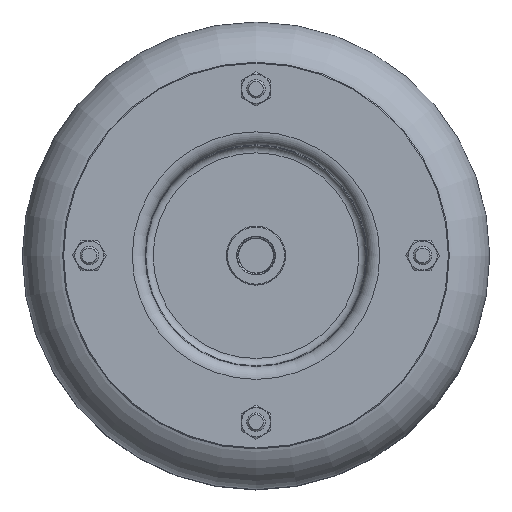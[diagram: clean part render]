
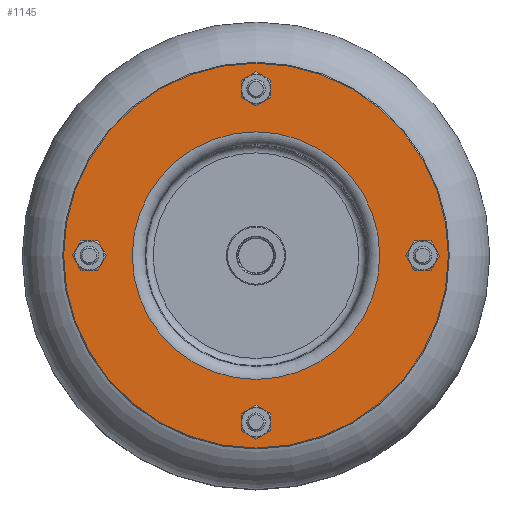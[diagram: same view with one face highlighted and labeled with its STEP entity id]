
A CAD part, top view. The second image highlights one B-rep face of the part: STEP entity #1145.
In plain terms, the highlighted planar face has unit normal (0, 0, 1).
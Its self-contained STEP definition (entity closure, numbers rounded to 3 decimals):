
#1145=ADVANCED_FACE('',(#1616,#1617,#1618,#1619,#1620,#1621),#1416,.T.);
#1416=PLANE('',#5037);
#1616=FACE_BOUND('',#2083,.T.);
#1617=FACE_BOUND('',#2084,.T.);
#1618=FACE_BOUND('',#2085,.T.);
#1619=FACE_BOUND('',#2086,.T.);
#1620=FACE_BOUND('',#2087,.T.);
#1621=FACE_BOUND('',#2088,.T.);
#2083=EDGE_LOOP('',(#2901));
#2084=EDGE_LOOP('',(#2902));
#2085=EDGE_LOOP('',(#2903));
#2086=EDGE_LOOP('',(#2904));
#2087=EDGE_LOOP('',(#2905));
#2088=EDGE_LOOP('',(#2906));
#2901=ORIENTED_EDGE('',*,*,#4168,.T.);
#2902=ORIENTED_EDGE('',*,*,#4169,.F.);
#2903=ORIENTED_EDGE('',*,*,#4170,.F.);
#2904=ORIENTED_EDGE('',*,*,#4171,.F.);
#2905=ORIENTED_EDGE('',*,*,#4172,.F.);
#2906=ORIENTED_EDGE('',*,*,#4173,.F.);
#3698=VERTEX_POINT('',#7616);
#3699=VERTEX_POINT('',#7618);
#3700=VERTEX_POINT('',#7620);
#3701=VERTEX_POINT('',#7622);
#3702=VERTEX_POINT('',#7624);
#3703=VERTEX_POINT('',#7626);
#4168=EDGE_CURVE('',#3698,#3698,#4595,.T.);
#4169=EDGE_CURVE('',#3699,#3699,#4596,.T.);
#4170=EDGE_CURVE('',#3700,#3700,#4597,.T.);
#4171=EDGE_CURVE('',#3701,#3701,#4598,.T.);
#4172=EDGE_CURVE('',#3702,#3702,#4599,.T.);
#4173=EDGE_CURVE('',#3703,#3703,#4600,.T.);
#4595=CIRCLE('',#5031,104.5);
#4596=CIRCLE('',#5032,5.75);
#4597=CIRCLE('',#5033,5.75);
#4598=CIRCLE('',#5034,5.75);
#4599=CIRCLE('',#5035,5.75);
#4600=CIRCLE('',#5036,67.22);
#5031=AXIS2_PLACEMENT_3D('',#7615,#5957,#5958);
#5032=AXIS2_PLACEMENT_3D('',#7617,#5959,#5960);
#5033=AXIS2_PLACEMENT_3D('',#7619,#5961,#5962);
#5034=AXIS2_PLACEMENT_3D('',#7621,#5963,#5964);
#5035=AXIS2_PLACEMENT_3D('',#7623,#5965,#5966);
#5036=AXIS2_PLACEMENT_3D('',#7625,#5967,#5968);
#5037=AXIS2_PLACEMENT_3D('',#7627,#5969,#5970);
#5957=DIRECTION('',(0.,0.,1.));
#5958=DIRECTION('',(1.,0.,0.));
#5959=DIRECTION('',(0.,0.,1.));
#5960=DIRECTION('',(1.,0.,0.));
#5961=DIRECTION('',(0.,0.,1.));
#5962=DIRECTION('',(1.,0.,0.));
#5963=DIRECTION('',(0.,0.,1.));
#5964=DIRECTION('',(1.,0.,0.));
#5965=DIRECTION('',(0.,0.,1.));
#5966=DIRECTION('',(1.,0.,0.));
#5967=DIRECTION('',(0.,0.,1.));
#5968=DIRECTION('',(1.,0.,0.));
#5969=DIRECTION('',(0.,0.,1.));
#5970=DIRECTION('',(1.,0.,0.));
#7615=CARTESIAN_POINT('',(0.,0.,244.6));
#7616=CARTESIAN_POINT('',(104.5,0.,244.6));
#7617=CARTESIAN_POINT('',(0.,-90.5,244.6));
#7618=CARTESIAN_POINT('',(5.75,-90.5,244.6));
#7619=CARTESIAN_POINT('',(-90.5,0.,244.6));
#7620=CARTESIAN_POINT('',(-84.75,0.,244.6));
#7621=CARTESIAN_POINT('',(0.,90.5,244.6));
#7622=CARTESIAN_POINT('',(5.75,90.5,244.6));
#7623=CARTESIAN_POINT('',(90.5,0.,244.6));
#7624=CARTESIAN_POINT('',(96.25,0.,244.6));
#7625=CARTESIAN_POINT('',(0.,0.,244.6));
#7626=CARTESIAN_POINT('',(67.22,0.,244.6));
#7627=CARTESIAN_POINT('',(67.22,0.,244.6));
